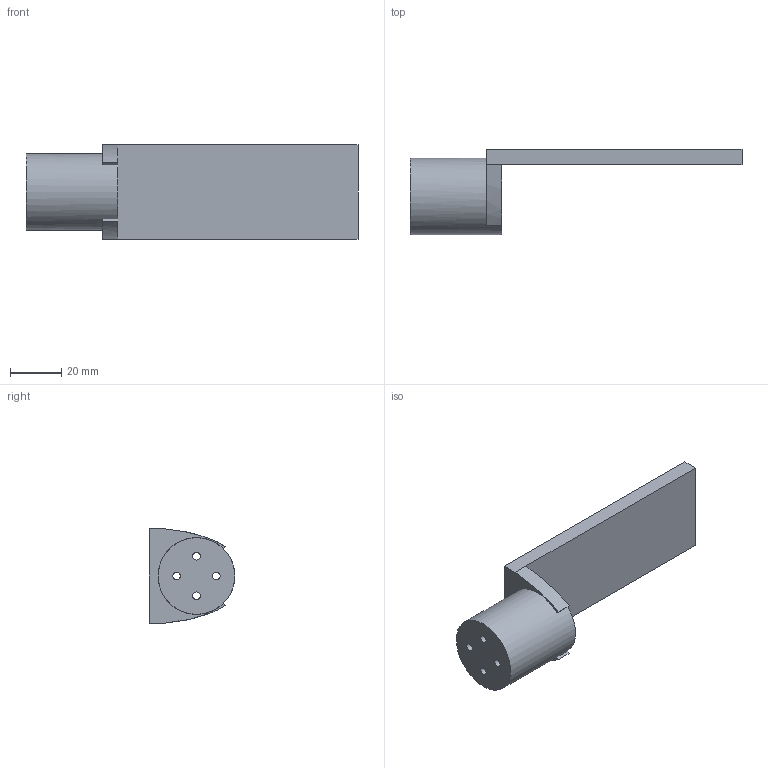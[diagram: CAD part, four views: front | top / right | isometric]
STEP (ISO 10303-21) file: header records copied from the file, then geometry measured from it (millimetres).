
FILE_DESCRIPTION(/* description */ (''),/* implementation_level */ '2;1');
FILE_NAME(/* name */ '',/* time_stamp */ '2023-09-25T15:42:53+08:00',/* author */ (''),/* organization */ (''),/* preprocessor_version */ 'ST-DEVELOPER v20',/* originating_system */ 'Autodesk Translation Framework v12.9.0.99',/* authorisation */ '');
FILE_SCHEMA (('AUTOMOTIVE_DESIGN { 1 0 10303 214 3 1 1 }'));
Length unit declared in the file: millimetre
Products named in the file (1): 连杆5
Bounding box: 130 x 33.5 x 37 mm (x, y, z)
Volume: 47252.6 mm3; surface area: 15029.4 mm2
Topology: 1 solids, 1 shells, 17 faces, 43 edges, 28 vertices
Faces by surface type: plane 10, cylinder 5, bspline 2
Full cylindrical faces by diameter (mm): 3 x4, 30 x1
Entity records: 674 total; most frequent: CARTESIAN_POINT 223, ORIENTED_EDGE 86, DIRECTION 81, EDGE_CURVE 43, VERTEX_POINT 28, AXIS2_PLACEMENT_3D 28, EDGE_LOOP 25, LINE 25
